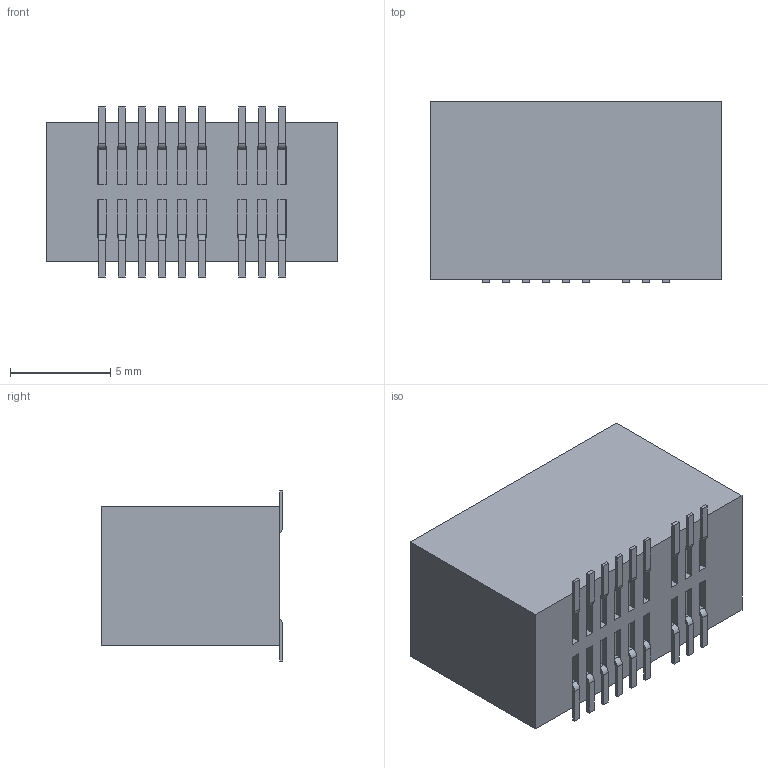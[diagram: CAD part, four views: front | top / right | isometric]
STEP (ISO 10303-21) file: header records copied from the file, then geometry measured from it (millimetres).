
FILE_DESCRIPTION (( 'STEP AP214' ), '1' );
FILE_NAME ('MEC1-110-02-L-D.STEP', '2018-02-18T12:26:00', ( '' ), ( '' ), 'SwSTEP 2.0', 'SolidWorks 2018', '' );
FILE_SCHEMA (( 'AUTOMOTIVE_DESIGN' ));
Length unit declared in the file: millimetre
Products named in the file (1): MEC1-110-02-L-D
Bounding box: 14.54 x 9.04 x 8.48 mm (x, y, z)
Volume: 645.3 mm3; surface area: 1586.1 mm2
Topology: 2 solids, 2 shells, 492 faces, 1505 edges, 1002 vertices
Faces by surface type: plane 384, cylinder 108
Entity records: 22200 total; most frequent: ORIENTED_EDGE 3010, CARTESIAN_POINT 3000, DIRECTION 2707, EDGE_CURVE 1505, VECTOR 1289, LINE 1289, VERTEX_POINT 1002, AXIS2_PLACEMENT_3D 709
